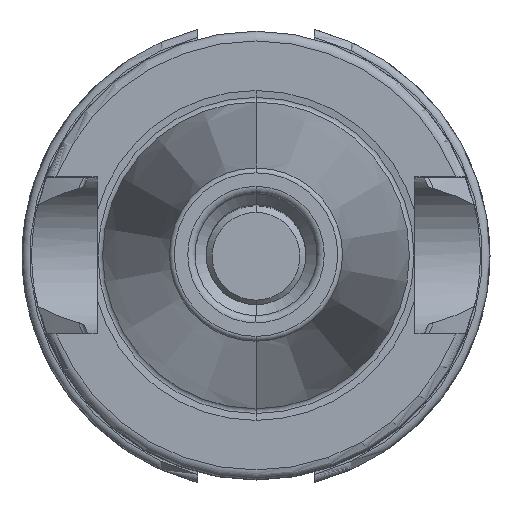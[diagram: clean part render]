
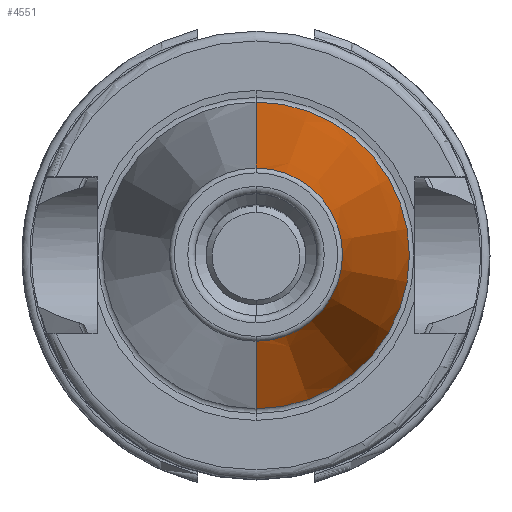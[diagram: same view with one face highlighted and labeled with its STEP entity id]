
A CAD part, top view. The second image highlights one B-rep face of the part: STEP entity #4551.
In plain terms, the highlighted conical face has half-angle 8.297 degrees and reference radius 12.304 mm.
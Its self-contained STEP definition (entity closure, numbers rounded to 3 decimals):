
#1749=CARTESIAN_POINT('',(0,0,69.972));
#1750=DIRECTION('',(0,0,1));
#1751=DIRECTION('',(0,-1,0));
#1752=AXIS2_PLACEMENT_3D('',#1749,#1750,#1751);
#1754=CARTESIAN_POINT('',(0,0,23));
#1755=DIRECTION('',(0,0,-1));
#1756=DIRECTION('',(0,1,0));
#1757=AXIS2_PLACEMENT_3D('',#1754,#1755,#1756);
#1998=DIRECTION('',(0.,0.144,0.99));
#1999=VECTOR('',#1998,47.469);
#2000=CARTESIAN_POINT('',(0,-15.729,23));
#2001=LINE('',#2000,#1999);
#2007=DIRECTION('',(0.,-0.144,0.99));
#2008=VECTOR('',#2007,47.469);
#2009=CARTESIAN_POINT('',(0,15.729,23));
#2010=LINE('',#2009,#2008);
#2332=CARTESIAN_POINT('',(0,15.729,23));
#2334=VERTEX_POINT('',#2332);
#2348=CARTESIAN_POINT('',(0,-15.729,23));
#2350=VERTEX_POINT('',#2348);
#2375=CARTESIAN_POINT('',(0,8.879,69.972));
#2376=CARTESIAN_POINT('',(0,-8.879,69.972));
#2377=VERTEX_POINT('',#2375);
#2378=VERTEX_POINT('',#2376);
#4537=CARTESIAN_POINT('',(0,0,46.486));
#4538=DIRECTION('',(0,0,-1));
#4539=DIRECTION('',(0,-1,0));
#4540=AXIS2_PLACEMENT_3D('',#4537,#4538,#4539);
#4541=CONICAL_SURFACE('',#4540,12.304,8.297);
#4543=ORIENTED_EDGE('',*,*,#4542,.T.);
#4545=ORIENTED_EDGE('',*,*,#4544,.F.);
#4546=ORIENTED_EDGE('',*,*,#4532,.T.);
#4548=ORIENTED_EDGE('',*,*,#4547,.T.);
#4549=EDGE_LOOP('',(#4543,#4545,#4546,#4548));
#4550=FACE_OUTER_BOUND('',#4549,.F.);
#4551=ADVANCED_FACE('',(#4550),#4541,.T.);
#1753=CIRCLE('',#1752,8.879);
#1758=CIRCLE('',#1757,15.729);
#4532=EDGE_CURVE('',#2334,#2350,#1758,.T.);
#4542=EDGE_CURVE('',#2378,#2377,#1753,.T.);
#4544=EDGE_CURVE('',#2334,#2377,#2010,.T.);
#4547=EDGE_CURVE('',#2350,#2378,#2001,.T.);
